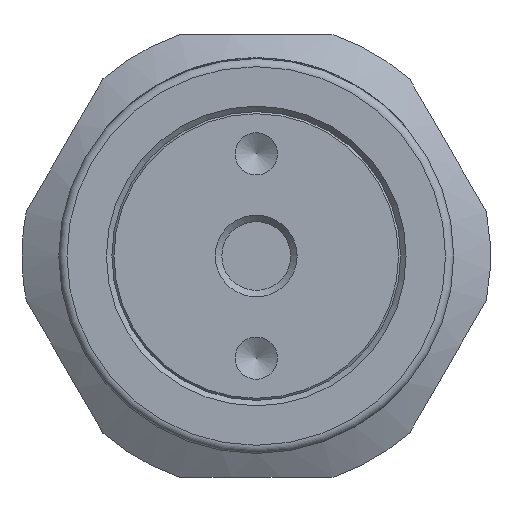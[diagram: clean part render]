
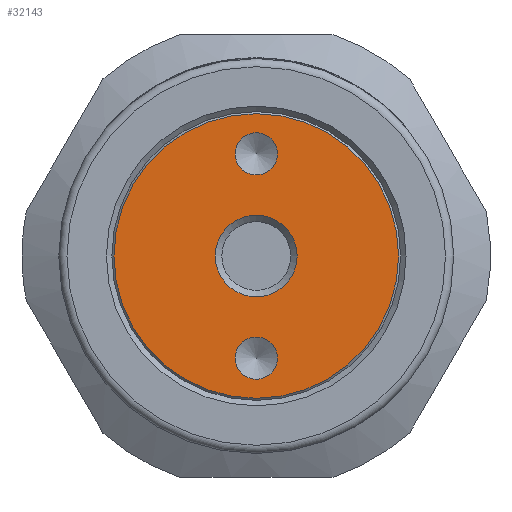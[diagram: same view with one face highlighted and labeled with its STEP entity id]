
A CAD part, left-side view. The second image highlights one B-rep face of the part: STEP entity #32143.
In plain terms, the highlighted planar face has unit normal (-1, 0, 0).
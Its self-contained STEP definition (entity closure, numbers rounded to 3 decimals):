
#32094=CARTESIAN_POINT('',(-115.5,0.,11.0));
#32095=DIRECTION('',(-1.0,0.0,0.0));
#32096=DIRECTION('',(0.0,-1.0,0.0));
#32097=AXIS2_PLACEMENT_3D('',#32094,#32095,#32096);
#32098=PLANE('',#32097);
#32099=CARTESIAN_POINT('',(-115.5,0.,20.9));
#32100=VERTEX_POINT('',#32099);
#32101=CARTESIAN_POINT('',(-115.5,0.,0.));
#32102=DIRECTION('',(1.0,0.0,0.0));
#32103=DIRECTION('',(0.0,0.0,-1.0));
#32104=AXIS2_PLACEMENT_3D('',#32101,#32102,#32103);
#32105=CIRCLE('',#32104,20.9);
#32106=EDGE_CURVE('',#32100,#32100,#32105,.T.);
#32107=ORIENTED_EDGE('',*,*,#32106,.F.);
#32108=EDGE_LOOP('',(#32107));
#32109=FACE_OUTER_BOUND('',#32108,.T.);
#32110=CARTESIAN_POINT('',(-115.5,0.,6.));
#32111=VERTEX_POINT('',#32110);
#32112=CARTESIAN_POINT('',(-115.5,0.,0.));
#32113=DIRECTION('',(1.0,0.0,0.0));
#32114=DIRECTION('',(0.0,0.0,1.0));
#32115=AXIS2_PLACEMENT_3D('',#32112,#32113,#32114);
#32116=CIRCLE('',#32115,6.);
#32117=EDGE_CURVE('',#32111,#32111,#32116,.T.);
#32118=ORIENTED_EDGE('',*,*,#32117,.T.);
#32119=EDGE_LOOP('',(#32118));
#32120=FACE_BOUND('',#32119,.T.);
#32121=CARTESIAN_POINT('',(-115.5,3.1,15.));
#32122=VERTEX_POINT('',#32121);
#32123=CARTESIAN_POINT('',(-115.5,0.,15.));
#32124=DIRECTION('',(1.0,0.0,0.0));
#32125=DIRECTION('',(0.0,1.0,0.0));
#32126=AXIS2_PLACEMENT_3D('',#32123,#32124,#32125);
#32127=CIRCLE('',#32126,3.1);
#32128=EDGE_CURVE('',#32122,#32122,#32127,.T.);
#32129=ORIENTED_EDGE('',*,*,#32128,.T.);
#32130=EDGE_LOOP('',(#32129));
#32131=FACE_BOUND('',#32130,.T.);
#32132=CARTESIAN_POINT('',(-115.5,-3.1,-15.));
#32133=VERTEX_POINT('',#32132);
#32134=CARTESIAN_POINT('',(-115.5,0.,-15.));
#32135=DIRECTION('',(1.0,0.0,0.0));
#32136=DIRECTION('',(0.0,-1.0,0.0));
#32137=AXIS2_PLACEMENT_3D('',#32134,#32135,#32136);
#32138=CIRCLE('',#32137,3.1);
#32139=EDGE_CURVE('',#32133,#32133,#32138,.T.);
#32140=ORIENTED_EDGE('',*,*,#32139,.T.);
#32141=EDGE_LOOP('',(#32140));
#32142=FACE_BOUND('',#32141,.T.);
#32143=ADVANCED_FACE('',(#32109,#32120,#32131,#32142),#32098,.T.);
